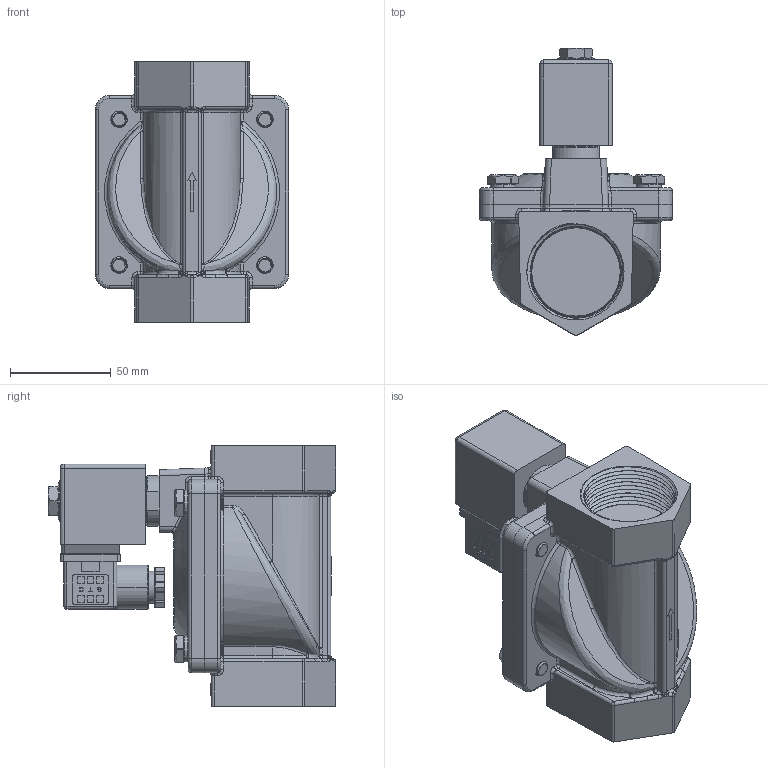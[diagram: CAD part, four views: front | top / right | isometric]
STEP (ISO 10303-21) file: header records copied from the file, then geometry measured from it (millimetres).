
FILE_DESCRIPTION (( 'STEP AP214' ), '1' );
FILE_NAME ('2RSO400-1-1-2.STEP', '2018-09-04T16:05:15', ( '' ), ( '' ), 'SwSTEP 2.0', 'SolidWorks 2016', '' );
FILE_SCHEMA (( 'AUTOMOTIVE_DESIGN' ));
Length unit declared in the file: millimetre
Products named in the file (1): 2RSO400-1-1-2
Bounding box: 96 x 142.77 x 129.6 mm (x, y, z)
Volume: 559876.6 mm3; surface area: 120474.6 mm2
Topology: 22 solids, 22 shells, 2194 faces, 6020 edges, 3926 vertices
Faces by surface type: plane 1072, cylinder 648, bspline 255, cone 114, sphere 54, torus 51
Entity records: 152678 total; most frequent: CARTESIAN_POINT 76504, ORIENTED_EDGE 11990, DIRECTION 8874, EDGE_CURVE 5995, VERTEX_POINT 3926, VECTOR 3506, LINE 3506, AXIS2_PLACEMENT_3D 2684
